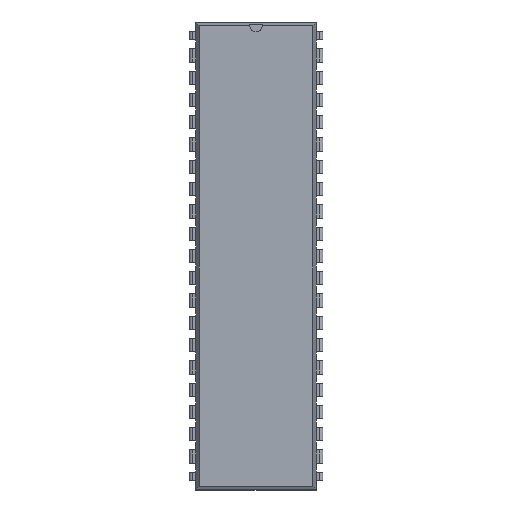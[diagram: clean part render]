
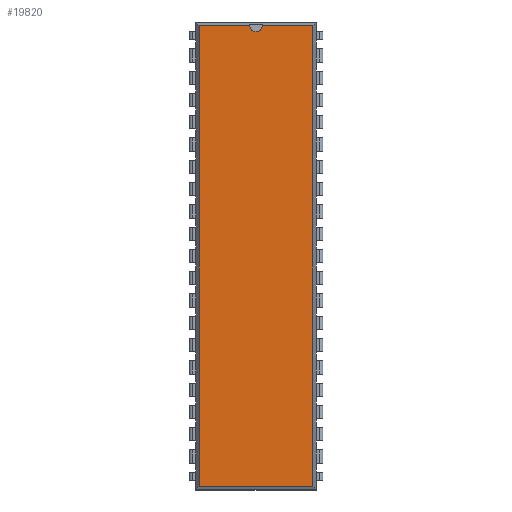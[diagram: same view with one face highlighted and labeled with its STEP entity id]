
A CAD part, top view. The second image highlights one B-rep face of the part: STEP entity #19820.
In plain terms, the highlighted planar face has unit normal (0, 0, 1).
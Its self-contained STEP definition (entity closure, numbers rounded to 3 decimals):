
#10650 = VERTEX_POINT('',#10651);
#10651 = CARTESIAN_POINT('',(13.964,0.871,3.68));
#10656 = EDGE_CURVE('',#10657,#10650,#10659,.T.);
#10657 = VERTEX_POINT('',#10658);
#10658 = CARTESIAN_POINT('',(13.964,-51.671,3.68));
#10659 = LINE('',#10660,#10661);
#10660 = CARTESIAN_POINT('',(13.964,-51.671,3.68));
#10661 = VECTOR('',#10662,1.);
#10662 = DIRECTION('',(0.,1.,0.));
#15131 = VERTEX_POINT('',#15132);
#15132 = CARTESIAN_POINT('',(1.022,0.871,3.68));
#15137 = EDGE_CURVE('',#15138,#15131,#15140,.T.);
#15138 = VERTEX_POINT('',#15139);
#15139 = CARTESIAN_POINT('',(6.747,0.871,3.68));
#15140 = LINE('',#15141,#15142);
#15141 = CARTESIAN_POINT('',(13.964,0.871,3.68));
#15142 = VECTOR('',#15143,1.);
#15143 = DIRECTION('',(-1.,0.,0.));
#15163 = VERTEX_POINT('',#15164);
#15164 = CARTESIAN_POINT('',(8.239,0.871,3.68));
#15172 = EDGE_CURVE('',#10650,#15163,#15173,.T.);
#15173 = LINE('',#15174,#15175);
#15174 = CARTESIAN_POINT('',(13.964,0.871,3.68));
#15175 = VECTOR('',#15176,1.);
#15176 = DIRECTION('',(-1.,0.,0.));
#15335 = VERTEX_POINT('',#15336);
#15336 = CARTESIAN_POINT('',(1.022,-51.671,3.68));
#15341 = EDGE_CURVE('',#15131,#15335,#15342,.T.);
#15342 = LINE('',#15343,#15344);
#15343 = CARTESIAN_POINT('',(1.022,0.871,3.68));
#15344 = VECTOR('',#15345,1.);
#15345 = DIRECTION('',(0.,-1.,0.));
#19809 = EDGE_CURVE('',#15335,#10657,#19810,.T.);
#19810 = LINE('',#19811,#19812);
#19811 = CARTESIAN_POINT('',(1.022,-51.671,3.68));
#19812 = VECTOR('',#19813,1.);
#19813 = DIRECTION('',(1.,0.,0.));
#19820 = ADVANCED_FACE('',(#19821),#19844,.F.);
#19821 = FACE_BOUND('',#19822,.F.);
#19822 = EDGE_LOOP('',(#19823,#19824,#19825,#19826,#19827,#19836,#19843)
);
#19823 = ORIENTED_EDGE('',*,*,#10656,.F.);
#19824 = ORIENTED_EDGE('',*,*,#19809,.F.);
#19825 = ORIENTED_EDGE('',*,*,#15341,.F.);
#19826 = ORIENTED_EDGE('',*,*,#15137,.F.);
#19827 = ORIENTED_EDGE('',*,*,#19828,.F.);
#19828 = EDGE_CURVE('',#19829,#15138,#19831,.T.);
#19829 = VERTEX_POINT('',#19830);
#19830 = CARTESIAN_POINT('',(7.493,0.196,3.68));
#19831 = CIRCLE('',#19832,0.75);
#19832 = AXIS2_PLACEMENT_3D('',#19833,#19834,#19835);
#19833 = CARTESIAN_POINT('',(7.493,0.946,3.68));
#19834 = DIRECTION('',(0.,0.,-1.));
#19835 = DIRECTION('',(0.,-1.,0.));
#19836 = ORIENTED_EDGE('',*,*,#19837,.F.);
#19837 = EDGE_CURVE('',#15163,#19829,#19838,.T.);
#19838 = CIRCLE('',#19839,0.75);
#19839 = AXIS2_PLACEMENT_3D('',#19840,#19841,#19842);
#19840 = CARTESIAN_POINT('',(7.493,0.946,3.68));
#19841 = DIRECTION('',(0.,0.,-1.));
#19842 = DIRECTION('',(0.,-1.,0.));
#19843 = ORIENTED_EDGE('',*,*,#15172,.F.);
#19844 = PLANE('',#19845);
#19845 = AXIS2_PLACEMENT_3D('',#19846,#19847,#19848);
#19846 = CARTESIAN_POINT('',(13.964,-51.671,3.68));
#19847 = DIRECTION('',(0.,0.,-1.));
#19848 = DIRECTION('',(-0.239,0.971,0.));
